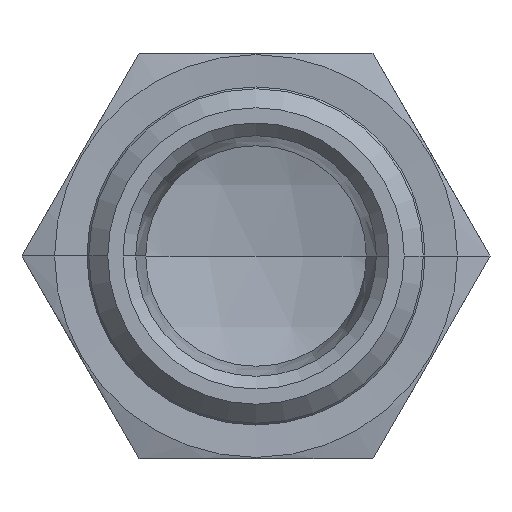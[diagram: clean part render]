
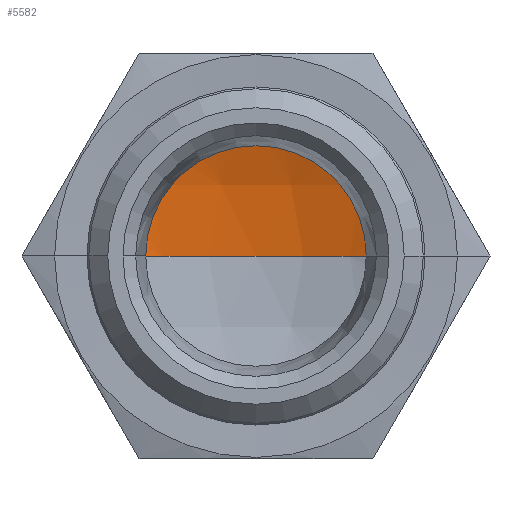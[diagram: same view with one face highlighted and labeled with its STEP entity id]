
A CAD part, front view. The second image highlights one B-rep face of the part: STEP entity #5582.
In plain terms, the highlighted spherical face has radius 30 mm.
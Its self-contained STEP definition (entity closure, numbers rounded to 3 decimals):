
#490 = CARTESIAN_POINT ( 'NONE',  ( 0., 71.09, 0. ) ) ;
#746 = DIRECTION ( 'NONE',  ( 0., -1., 0. ) ) ;
#832 = VERTEX_POINT ( 'NONE', #3185 ) ;
#1228 = CARTESIAN_POINT ( 'NONE',  ( -11., 99.001, 0. ) ) ;
#1337 = DIRECTION ( 'NONE',  ( 0., 0., -1. ) ) ;
#2409 = AXIS2_PLACEMENT_3D ( 'NONE', #23228, #1337, #4214 ) ;
#2601 = DIRECTION ( 'NONE',  ( 0., -1., 0. ) ) ;
#3185 = CARTESIAN_POINT ( 'NONE',  ( 11., 99.001, 0. ) ) ;
#3223 = SPHERICAL_SURFACE ( 'NONE', #2409, 30. ) ;
#3277 = DIRECTION ( 'NONE',  ( 0., -1., 0. ) ) ;
#3540 = EDGE_CURVE ( 'NONE', #832, #32534, #25977, .T. ) ;
#4075 = FACE_OUTER_BOUND ( 'NONE', #5643, .T. ) ;
#4214 = DIRECTION ( 'NONE',  ( -1., 0., 0. ) ) ;
#4457 = CARTESIAN_POINT ( 'NONE',  ( 0., 101.09, 0. ) ) ;
#5429 = EDGE_CURVE ( 'NONE', #12031, #21695, #34024, .T. ) ;
#5582 = ADVANCED_FACE ( 'NONE', ( #4075 ), #3223, .F. ) ;
#5643 = EDGE_LOOP ( 'NONE', ( #35264, #25872, #9235, #14885 ) ) ;
#8916 = CARTESIAN_POINT ( 'NONE',  ( 0., 99.001, 11. ) ) ;
#9235 = ORIENTED_EDGE ( 'NONE', *, *, #3540, .T. ) ;
#10651 = CIRCLE ( 'NONE', #10955, 11. ) ;
#10955 = AXIS2_PLACEMENT_3D ( 'NONE', #18927, #2601, #21715 ) ;
#11287 = AXIS2_PLACEMENT_3D ( 'NONE', #17089, #746, #19847 ) ;
#11685 = CIRCLE ( 'NONE', #19664, 30. ) ;
#12031 = VERTEX_POINT ( 'NONE', #4457 ) ;
#12908 = EDGE_CURVE ( 'NONE', #32534, #21695, #10651, .T. ) ;
#13921 = CARTESIAN_POINT ( 'NONE',  ( 0., 71.09, 0. ) ) ;
#14885 = ORIENTED_EDGE ( 'NONE', *, *, #12908, .T. ) ;
#16662 = DIRECTION ( 'NONE',  ( -1., 0., 0. ) ) ;
#17089 = CARTESIAN_POINT ( 'NONE',  ( 0., 99.001, 0. ) ) ;
#18927 = CARTESIAN_POINT ( 'NONE',  ( 0., 99.001, 0. ) ) ;
#19562 = AXIS2_PLACEMENT_3D ( 'NONE', #490, #19606, #3277 ) ;
#19606 = DIRECTION ( 'NONE',  ( 0., 0., 1. ) ) ;
#19664 = AXIS2_PLACEMENT_3D ( 'NONE', #13921, #33094, #16662 ) ;
#19847 = DIRECTION ( 'NONE',  ( 0., 0., 1. ) ) ;
#21695 = VERTEX_POINT ( 'NONE', #1228 ) ;
#21715 = DIRECTION ( 'NONE',  ( 0., 0., 1. ) ) ;
#23228 = CARTESIAN_POINT ( 'NONE',  ( 0., 71.09, 0. ) ) ;
#25872 = ORIENTED_EDGE ( 'NONE', *, *, #26060, .T. ) ;
#25977 = CIRCLE ( 'NONE', #11287, 11. ) ;
#26060 = EDGE_CURVE ( 'NONE', #12031, #832, #11685, .T. ) ;
#32534 = VERTEX_POINT ( 'NONE', #8916 ) ;
#33094 = DIRECTION ( 'NONE',  ( 0., 0., -1. ) ) ;
#34024 = CIRCLE ( 'NONE', #19562, 30. ) ;
#35264 = ORIENTED_EDGE ( 'NONE', *, *, #5429, .F. ) ;
